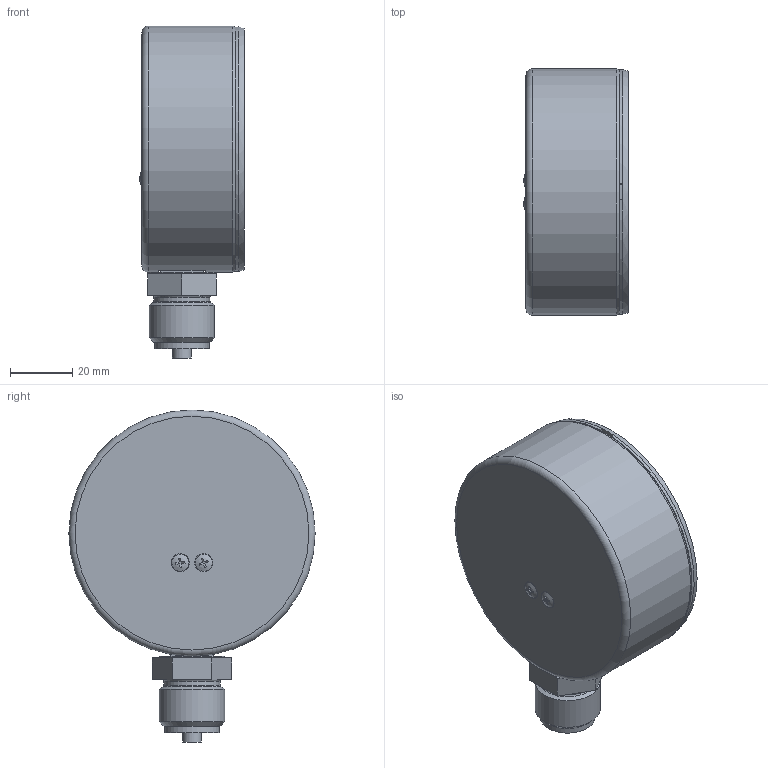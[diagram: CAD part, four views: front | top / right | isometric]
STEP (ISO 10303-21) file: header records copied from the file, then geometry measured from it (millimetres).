
FILE_DESCRIPTION(/* description */ ('Federträger NG80 radial KF, G1/4A'),/* implementation_level */ '2;1');
FILE_NAME(/* name */ '63563.stp',/* time_stamp */ '2019-07-24T10:00:55+02:00',/* author */ ('ama'),/* organization */ (''),/* preprocessor_version */ 'ST-DEVELOPER v15.6',/* originating_system */ 'Autodesk Inventor 2015',/* authorisation */ '');
FILE_SCHEMA (('AUTOMOTIVE_DESIGN { 1 0 10303 214 3 1 1 }'));
Length unit declared in the file: millimetre
Products named in the file (7): 30_00_800001-04; 00_25_800007-01; 760_035_0000-1-01; 900966_30081; 00_20_300009-5; 00_30_310043-02; 63563
Bounding box: 33.49 x 79 x 106.5 mm (x, y, z)
Volume: 68931.1 mm3; surface area: 45268.1 mm2
Topology: 7 solids, 7 shells, 347 faces, 770 edges, 496 vertices
Faces by surface type: plane 276, cylinder 32, cone 26, torus 11, sphere 2
Full cylindrical faces by diameter (mm): 1.5 x1, 2.459 x3, 2.5 x4, 3 x2, 3.2 x3, 5.5 x2, 6 x1, 8.57 x1, 9.4 x1, 10.4 x1, 11 x1, 13.16 x2, 13.2 x1, 17.5 x1, 18 x1, 20.955 x1, 21 x1, 73 x1, 74 x1, 75 x1, 79 x1
Entity records: 8833 total; most frequent: DIRECTION 1528, CARTESIAN_POINT 1519, ORIENTED_EDGE 1306, EDGE_CURVE 653, AXIS2_PLACEMENT_3D 546, EDGE_LOOP 466, VERTEX_POINT 459, LINE 436
